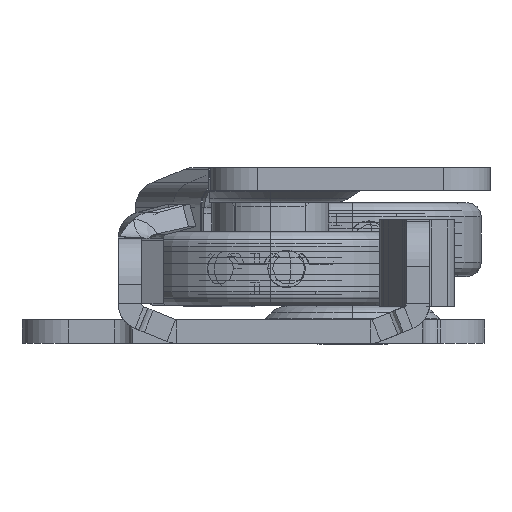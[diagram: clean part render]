
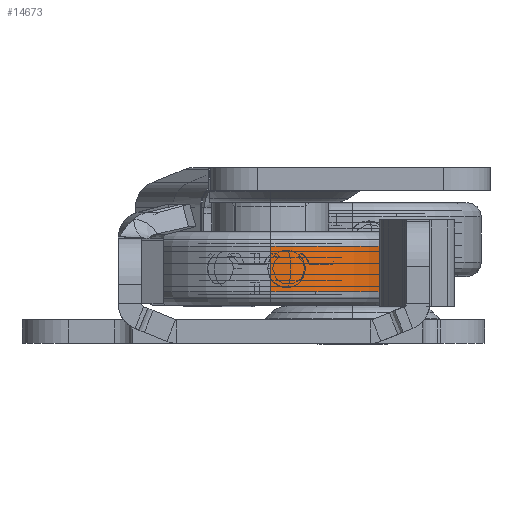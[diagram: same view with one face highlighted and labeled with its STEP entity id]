
A CAD part, left-side view. The second image highlights one B-rep face of the part: STEP entity #14673.
In plain terms, the highlighted cylindrical face has radius 11 mm (diameter 22 mm), a partial arc.
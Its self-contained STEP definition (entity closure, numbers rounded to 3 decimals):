
#922 = VECTOR ( 'NONE', #11185, 1000. ) ;
#1374 = CIRCLE ( 'NONE', #20977, 11. ) ;
#1815 = DIRECTION ( 'NONE',  ( -1., 0., 0. ) ) ;
#2112 = AXIS2_PLACEMENT_3D ( 'NONE', #13341, #20375, #4524 ) ;
#2248 = EDGE_CURVE ( 'NONE', #8022, #19134, #6381, .T. ) ;
#4458 = CARTESIAN_POINT ( 'NONE',  ( 0., 0., 11. ) ) ;
#4524 = DIRECTION ( 'NONE',  ( 0., 0., 1. ) ) ;
#4662 = ORIENTED_EDGE ( 'NONE', *, *, #9790, .F. ) ;
#5546 = DIRECTION ( 'NONE',  ( -1., 0., 0. ) ) ;
#6252 = CYLINDRICAL_SURFACE ( 'NONE', #2112, 11. ) ;
#6381 = CIRCLE ( 'NONE', #18954, 11. ) ;
#6920 = CARTESIAN_POINT ( 'NONE',  ( 5.1, 0., 0. ) ) ;
#8022 = VERTEX_POINT ( 'NONE', #13297 ) ;
#8180 = EDGE_CURVE ( 'NONE', #19134, #12242, #17561, .T. ) ;
#8909 = DIRECTION ( 'NONE',  ( 0., 0., 1. ) ) ;
#9202 = CARTESIAN_POINT ( 'NONE',  ( 1.2, 0., 0. ) ) ;
#9790 = EDGE_CURVE ( 'NONE', #11941, #12242, #1374, .T. ) ;
#10389 = CARTESIAN_POINT ( 'NONE',  ( 0., 0., -11. ) ) ;
#11185 = DIRECTION ( 'NONE',  ( -1., 0., 0. ) ) ;
#11941 = VERTEX_POINT ( 'NONE', #18694 ) ;
#12109 = EDGE_LOOP ( 'NONE', ( #13940, #19564, #4662, #12347 ) ) ;
#12242 = VERTEX_POINT ( 'NONE', #22337 ) ;
#12347 = ORIENTED_EDGE ( 'NONE', *, *, #18836, .F. ) ;
#13297 = CARTESIAN_POINT ( 'NONE',  ( 5.1, 0., 11. ) ) ;
#13341 = CARTESIAN_POINT ( 'NONE',  ( 0., 0., 0. ) ) ;
#13940 = ORIENTED_EDGE ( 'NONE', *, *, #2248, .T. ) ;
#14673 = ADVANCED_FACE ( 'NONE', ( #22128 ), #6252, .T. ) ;
#15125 = LINE ( 'NONE', #4458, #922 ) ;
#16453 = VECTOR ( 'NONE', #17421, 1000. ) ;
#17421 = DIRECTION ( 'NONE',  ( -1., 0., 0. ) ) ;
#17561 = LINE ( 'NONE', #10389, #16453 ) ;
#18694 = CARTESIAN_POINT ( 'NONE',  ( 1.2, 0., 11. ) ) ;
#18836 = EDGE_CURVE ( 'NONE', #8022, #11941, #15125, .T. ) ;
#18954 = AXIS2_PLACEMENT_3D ( 'NONE', #6920, #1815, #8909 ) ;
#19134 = VERTEX_POINT ( 'NONE', #21370 ) ;
#19564 = ORIENTED_EDGE ( 'NONE', *, *, #8180, .T. ) ;
#20375 = DIRECTION ( 'NONE',  ( -1., 0., 0. ) ) ;
#20977 = AXIS2_PLACEMENT_3D ( 'NONE', #9202, #5546, #21659 ) ;
#21370 = CARTESIAN_POINT ( 'NONE',  ( 5.1, 0., -11. ) ) ;
#21659 = DIRECTION ( 'NONE',  ( 0., 0., 1. ) ) ;
#22128 = FACE_OUTER_BOUND ( 'NONE', #12109, .T. ) ;
#22337 = CARTESIAN_POINT ( 'NONE',  ( 1.2, 0., -11. ) ) ;
